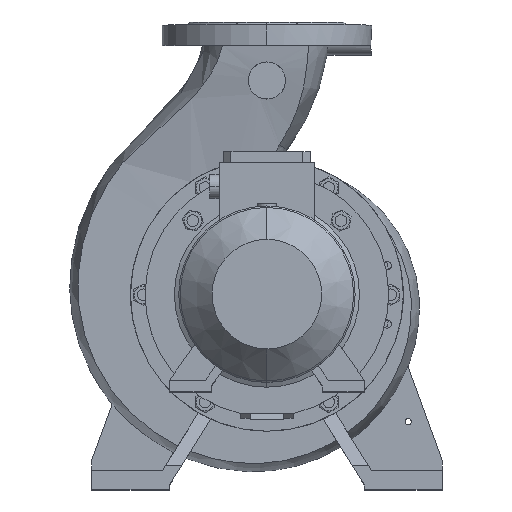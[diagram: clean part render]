
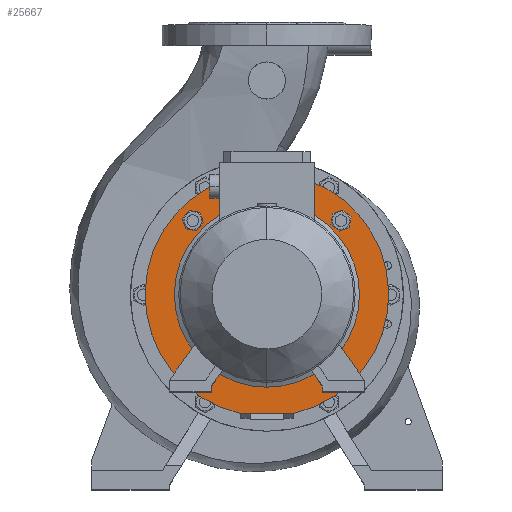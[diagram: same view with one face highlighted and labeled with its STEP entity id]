
A CAD part, top view. The second image highlights one B-rep face of the part: STEP entity #25667.
In plain terms, the highlighted planar face has unit normal (0, 0, 1).
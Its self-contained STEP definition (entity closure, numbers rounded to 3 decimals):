
#270 = EDGE_CURVE ( 'NONE', #44760, #53016, #36994, .T. ) ;
#639 = CARTESIAN_POINT ( 'NONE',  ( 0., 125., 183. ) ) ;
#850 = CARTESIAN_POINT ( 'NONE',  ( 76.014, -76.014, 183. ) ) ;
#984 = AXIS2_PLACEMENT_3D ( 'NONE', #33770, #38881, #34329 ) ;
#1240 = EDGE_CURVE ( 'NONE', #29522, #54341, #10674, .T. ) ;
#1301 = FACE_BOUND ( 'NONE', #27505, .T. ) ;
#1409 = AXIS2_PLACEMENT_3D ( 'NONE', #29360, #24981, #11821 ) ;
#1468 = AXIS2_PLACEMENT_3D ( 'NONE', #639, #39633, #44016 ) ;
#1660 = CIRCLE ( 'NONE', #50663, 9.025 ) ;
#1783 = AXIS2_PLACEMENT_3D ( 'NONE', #44910, #31997, #43310 ) ;
#1869 = CARTESIAN_POINT ( 'NONE',  ( -27.221, -122., 183. ) ) ;
#2065 = CARTESIAN_POINT ( 'NONE',  ( 0., -95., 183. ) ) ;
#2167 = CARTESIAN_POINT ( 'NONE',  ( -76.014, 76.014, 183. ) ) ;
#2248 = EDGE_CURVE ( 'NONE', #50488, #8720, #17387, .T. ) ;
#3991 = FACE_BOUND ( 'NONE', #39907, .T. ) ;
#4789 = DIRECTION ( 'NONE',  ( 0., 0., 1. ) ) ;
#5295 = CARTESIAN_POINT ( 'NONE',  ( 27.221, -122., 183. ) ) ;
#5326 = EDGE_CURVE ( 'NONE', #50887, #11187, #30227, .T. ) ;
#5552 = AXIS2_PLACEMENT_3D ( 'NONE', #13152, #55989, #21446 ) ;
#6745 = CARTESIAN_POINT ( 'NONE',  ( 0., 95., 183. ) ) ;
#7107 = DIRECTION ( 'NONE',  ( 0., 0., 1. ) ) ;
#7977 = DIRECTION ( 'NONE',  ( 0., 1., 0. ) ) ;
#8676 = CARTESIAN_POINT ( 'NONE',  ( -76.014, -76.014, 183. ) ) ;
#8720 = VERTEX_POINT ( 'NONE', #5295 ) ;
#9356 = CARTESIAN_POINT ( 'NONE',  ( -84.902, 77.581, 183. ) ) ;
#9862 = ORIENTED_EDGE ( 'NONE', *, *, #37208, .T. ) ;
#10089 = ORIENTED_EDGE ( 'NONE', *, *, #29839, .F. ) ;
#10674 = CIRCLE ( 'NONE', #984, 9.025 ) ;
#11187 = VERTEX_POINT ( 'NONE', #56374 ) ;
#11821 = DIRECTION ( 'NONE',  ( 0., -1., 0. ) ) ;
#13152 = CARTESIAN_POINT ( 'NONE',  ( -76.014, 76.014, 183. ) ) ;
#14020 = DIRECTION ( 'NONE',  ( 0., 0., 1. ) ) ;
#14140 = CARTESIAN_POINT ( 'NONE',  ( 67.126, -74.447, 183. ) ) ;
#14712 = AXIS2_PLACEMENT_3D ( 'NONE', #23527, #35951, #23331 ) ;
#14990 = EDGE_CURVE ( 'NONE', #32776, #38212, #40041, .T. ) ;
#15439 = CARTESIAN_POINT ( 'NONE',  ( 84.902, -77.581, 183. ) ) ;
#16325 = CIRCLE ( 'NONE', #26423, 9.025 ) ;
#17387 = CIRCLE ( 'NONE', #1783, 125. ) ;
#18047 = DIRECTION ( 'NONE',  ( 0., -1., 0. ) ) ;
#18124 = ORIENTED_EDGE ( 'NONE', *, *, #5326, .F. ) ;
#18429 = AXIS2_PLACEMENT_3D ( 'NONE', #2167, #7107, #46490 ) ;
#18532 = ORIENTED_EDGE ( 'NONE', *, *, #33934, .F. ) ;
#20152 = AXIS2_PLACEMENT_3D ( 'NONE', #44799, #14020, #18047 ) ;
#20529 = CARTESIAN_POINT ( 'NONE',  ( -74.447, -67.126, 183. ) ) ;
#21376 = DIRECTION ( 'NONE',  ( 0., 0., 1. ) ) ;
#21446 = DIRECTION ( 'NONE',  ( 0., -1., 0. ) ) ;
#21895 = ORIENTED_EDGE ( 'NONE', *, *, #30924, .F. ) ;
#22281 = ORIENTED_EDGE ( 'NONE', *, *, #47704, .F. ) ;
#22949 = CIRCLE ( 'NONE', #1409, 9.025 ) ;
#22950 = CARTESIAN_POINT ( 'NONE',  ( -125., -122., 183. ) ) ;
#23048 = VERTEX_POINT ( 'NONE', #23062 ) ;
#23062 = CARTESIAN_POINT ( 'NONE',  ( 74.447, 67.126, 183. ) ) ;
#23331 = DIRECTION ( 'NONE',  ( 0., 1., 0. ) ) ;
#23527 = CARTESIAN_POINT ( 'NONE',  ( 0., 0., 183. ) ) ;
#24471 = EDGE_LOOP ( 'NONE', ( #25423, #22281 ) ) ;
#24981 = DIRECTION ( 'NONE',  ( 0., 0., 1. ) ) ;
#25309 = FACE_BOUND ( 'NONE', #24471, .T. ) ;
#25411 = EDGE_CURVE ( 'NONE', #23048, #33755, #16325, .T. ) ;
#25423 = ORIENTED_EDGE ( 'NONE', *, *, #25411, .F. ) ;
#25667 = ADVANCED_FACE ( 'NONE', ( #3991, #50475, #38265, #25309, #42326, #1301 ), #35283, .T. ) ;
#26043 = AXIS2_PLACEMENT_3D ( 'NONE', #850, #4789, #31449 ) ;
#26423 = AXIS2_PLACEMENT_3D ( 'NONE', #33791, #51216, #29587 ) ;
#27206 = VECTOR ( 'NONE', #53431, 1000. ) ;
#27505 = EDGE_LOOP ( 'NONE', ( #30251, #44893 ) ) ;
#28209 = CIRCLE ( 'NONE', #14712, 95. ) ;
#29360 = CARTESIAN_POINT ( 'NONE',  ( 76.014, 76.014, 183. ) ) ;
#29522 = VERTEX_POINT ( 'NONE', #14140 ) ;
#29587 = DIRECTION ( 'NONE',  ( 0., -1., 0. ) ) ;
#29688 = EDGE_LOOP ( 'NONE', ( #21895, #18124 ) ) ;
#29712 = DIRECTION ( 'NONE',  ( 0., 0., -1. ) ) ;
#29839 = EDGE_CURVE ( 'NONE', #45329, #50488, #40536, .T. ) ;
#29989 = ORIENTED_EDGE ( 'NONE', *, *, #14990, .F. ) ;
#29999 = EDGE_CURVE ( 'NONE', #53016, #44760, #28209, .T. ) ;
#30227 = CIRCLE ( 'NONE', #18429, 9.025 ) ;
#30251 = ORIENTED_EDGE ( 'NONE', *, *, #29999, .T. ) ;
#30924 = EDGE_CURVE ( 'NONE', #11187, #50887, #51791, .T. ) ;
#31449 = DIRECTION ( 'NONE',  ( 0., -1., 0. ) ) ;
#31643 = EDGE_LOOP ( 'NONE', ( #9862, #49630, #10089 ) ) ;
#31997 = DIRECTION ( 'NONE',  ( 0., 0., -1. ) ) ;
#32394 = ORIENTED_EDGE ( 'NONE', *, *, #1240, .F. ) ;
#32776 = VERTEX_POINT ( 'NONE', #20529 ) ;
#33488 = CIRCLE ( 'NONE', #26043, 9.025 ) ;
#33755 = VERTEX_POINT ( 'NONE', #46299 ) ;
#33770 = CARTESIAN_POINT ( 'NONE',  ( 76.014, -76.014, 183. ) ) ;
#33791 = CARTESIAN_POINT ( 'NONE',  ( 76.014, 76.014, 183. ) ) ;
#33934 = EDGE_CURVE ( 'NONE', #54341, #29522, #33488, .T. ) ;
#34272 = CARTESIAN_POINT ( 'NONE',  ( 0., 0., 183. ) ) ;
#34329 = DIRECTION ( 'NONE',  ( 0., -1., 0. ) ) ;
#34879 = DIRECTION ( 'NONE',  ( 0., 1., 0. ) ) ;
#35283 = PLANE ( 'NONE',  #1468 ) ;
#35951 = DIRECTION ( 'NONE',  ( 0., 0., -1. ) ) ;
#36740 = CARTESIAN_POINT ( 'NONE',  ( -77.581, -84.902, 183. ) ) ;
#36994 = CIRCLE ( 'NONE', #50277, 95. ) ;
#37208 = EDGE_CURVE ( 'NONE', #45329, #8720, #38790, .T. ) ;
#38212 = VERTEX_POINT ( 'NONE', #36740 ) ;
#38265 = FACE_BOUND ( 'NONE', #48954, .T. ) ;
#38790 = LINE ( 'NONE', #22950, #27206 ) ;
#38881 = DIRECTION ( 'NONE',  ( 0., 0., 1. ) ) ;
#39335 = DIRECTION ( 'NONE',  ( 0., -1., 0. ) ) ;
#39633 = DIRECTION ( 'NONE',  ( 0., 0., 1. ) ) ;
#39907 = EDGE_LOOP ( 'NONE', ( #32394, #18532 ) ) ;
#40041 = CIRCLE ( 'NONE', #20152, 9.025 ) ;
#40536 = CIRCLE ( 'NONE', #53868, 125. ) ;
#42326 = FACE_OUTER_BOUND ( 'NONE', #31643, .T. ) ;
#42761 = EDGE_CURVE ( 'NONE', #38212, #32776, #1660, .T. ) ;
#43310 = DIRECTION ( 'NONE',  ( 0., 1., 0. ) ) ;
#44016 = DIRECTION ( 'NONE',  ( 0., -1., 0. ) ) ;
#44760 = VERTEX_POINT ( 'NONE', #2065 ) ;
#44799 = CARTESIAN_POINT ( 'NONE',  ( -76.014, -76.014, 183. ) ) ;
#44893 = ORIENTED_EDGE ( 'NONE', *, *, #270, .T. ) ;
#44910 = CARTESIAN_POINT ( 'NONE',  ( 0., 0., 183. ) ) ;
#45329 = VERTEX_POINT ( 'NONE', #1869 ) ;
#45514 = CARTESIAN_POINT ( 'NONE',  ( 0., 125., 183. ) ) ;
#46299 = CARTESIAN_POINT ( 'NONE',  ( 77.581, 84.902, 183. ) ) ;
#46490 = DIRECTION ( 'NONE',  ( 0., -1., 0. ) ) ;
#47704 = EDGE_CURVE ( 'NONE', #33755, #23048, #22949, .T. ) ;
#48653 = ORIENTED_EDGE ( 'NONE', *, *, #42761, .F. ) ;
#48954 = EDGE_LOOP ( 'NONE', ( #29989, #48653 ) ) ;
#49630 = ORIENTED_EDGE ( 'NONE', *, *, #2248, .F. ) ;
#50277 = AXIS2_PLACEMENT_3D ( 'NONE', #56567, #51572, #34879 ) ;
#50475 = FACE_BOUND ( 'NONE', #29688, .T. ) ;
#50488 = VERTEX_POINT ( 'NONE', #45514 ) ;
#50663 = AXIS2_PLACEMENT_3D ( 'NONE', #8676, #21376, #39335 ) ;
#50887 = VERTEX_POINT ( 'NONE', #9356 ) ;
#51216 = DIRECTION ( 'NONE',  ( 0., 0., 1. ) ) ;
#51572 = DIRECTION ( 'NONE',  ( 0., 0., -1. ) ) ;
#51791 = CIRCLE ( 'NONE', #5552, 9.025 ) ;
#53016 = VERTEX_POINT ( 'NONE', #6745 ) ;
#53431 = DIRECTION ( 'NONE',  ( 1., 0., 0. ) ) ;
#53868 = AXIS2_PLACEMENT_3D ( 'NONE', #34272, #29712, #7977 ) ;
#54341 = VERTEX_POINT ( 'NONE', #15439 ) ;
#55989 = DIRECTION ( 'NONE',  ( 0., 0., 1. ) ) ;
#56374 = CARTESIAN_POINT ( 'NONE',  ( -67.126, 74.447, 183. ) ) ;
#56567 = CARTESIAN_POINT ( 'NONE',  ( 0., 0., 183. ) ) ;
